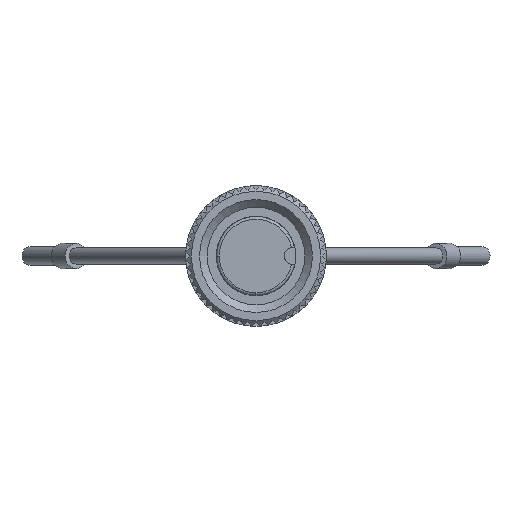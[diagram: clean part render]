
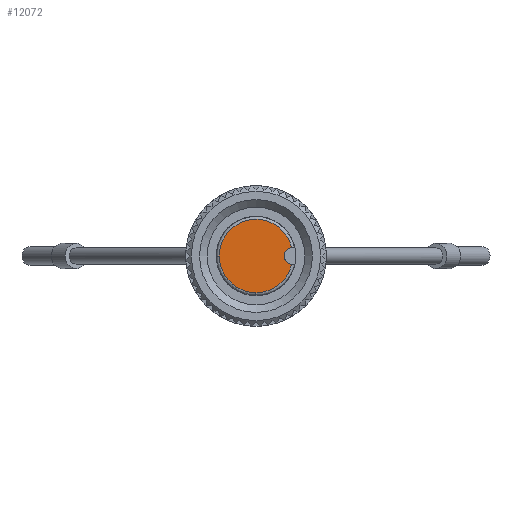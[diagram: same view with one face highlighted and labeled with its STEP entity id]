
A CAD part, left-side view. The second image highlights one B-rep face of the part: STEP entity #12072.
In plain terms, the highlighted planar face has unit normal (-1, 0, 0).
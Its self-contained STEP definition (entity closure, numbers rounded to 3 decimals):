
#558=CIRCLE('',#885,2.601);
#570=CIRCLE('',#904,2.601);
#571=CIRCLE('',#905,2.601);
#572=CIRCLE('',#906,0.6);
#885=AXIS2_PLACEMENT_3D('',#16559,#3853,#3854);
#903=AXIS2_PLACEMENT_3D('',#16670,#3887,$);
#904=AXIS2_PLACEMENT_3D('',#16671,#3888,#3889);
#905=AXIS2_PLACEMENT_3D('',#16673,#3890,#3891);
#906=AXIS2_PLACEMENT_3D('',#16675,#3892,#3893);
#1394=PLANE('',#903);
#3853=DIRECTION('',(1.,0.,0.));
#3854=DIRECTION('',(0.,0.,-2.601));
#3887=DIRECTION('',(1.,0.,0.));
#3888=DIRECTION('',(1.,0.,0.));
#3889=DIRECTION('',(0.,0.,-2.601));
#3890=DIRECTION('',(1.,0.,0.));
#3891=DIRECTION('',(0.,0.,-2.601));
#3892=DIRECTION('',(1.,0.,0.));
#3893=DIRECTION('',(0.,0.,0.6));
#5302=VERTEX_POINT('',#16558);
#5303=VERTEX_POINT('',#16560);
#5319=VERTEX_POINT('',#16672);
#5320=VERTEX_POINT('',#16674);
#7002=EDGE_CURVE('',#5302,#5303,#558,.T.);
#7024=EDGE_CURVE('',#5319,#5302,#570,.T.);
#7025=EDGE_CURVE('',#5320,#5319,#571,.T.);
#7026=EDGE_CURVE('',#5303,#5320,#572,.F.);
#9146=ORIENTED_EDGE('',*,*,#7002,.F.);
#9147=ORIENTED_EDGE('',*,*,#7024,.F.);
#9148=ORIENTED_EDGE('',*,*,#7025,.F.);
#9149=ORIENTED_EDGE('',*,*,#7026,.F.);
#10947=EDGE_LOOP('',(#9146,#9147,#9148,#9149));
#11513=FACE_BOUND('',#10947,.T.);
#12072=ADVANCED_FACE('',(#11513),#1394,.F.);
#16558=CARTESIAN_POINT('',(0.5,2.601,0.));
#16559=CARTESIAN_POINT('',(0.5,0.,0.));
#16560=CARTESIAN_POINT('',(0.5,-2.532,0.596));
#16670=CARTESIAN_POINT('',(0.5,0.,0.));
#16671=CARTESIAN_POINT('',(0.5,0.,0.));
#16672=CARTESIAN_POINT('',(0.5,0.,-2.601));
#16673=CARTESIAN_POINT('',(0.5,0.,0.));
#16674=CARTESIAN_POINT('',(0.5,-2.532,-0.596));
#16675=CARTESIAN_POINT('',(0.5,-2.599,0.));
